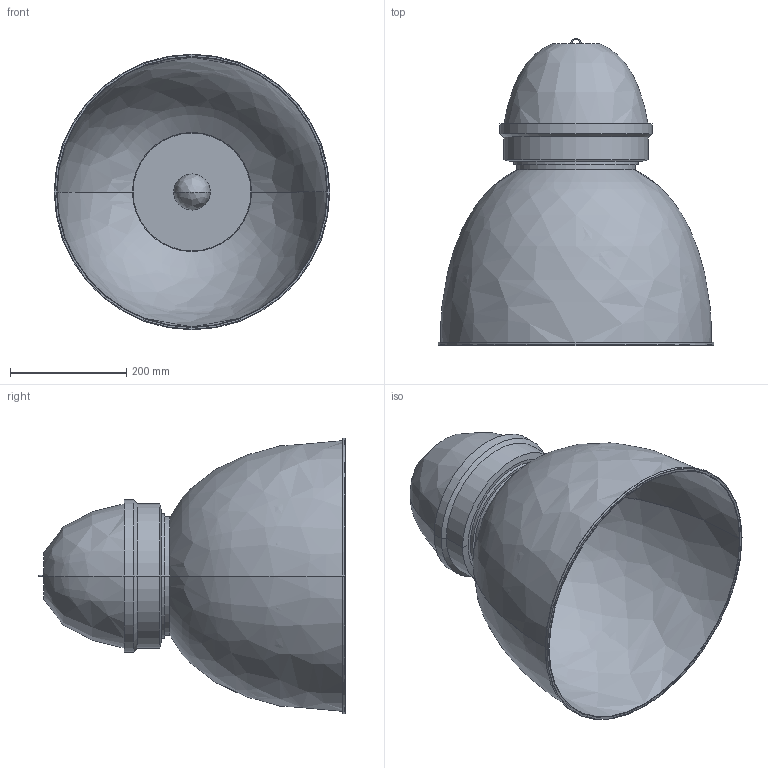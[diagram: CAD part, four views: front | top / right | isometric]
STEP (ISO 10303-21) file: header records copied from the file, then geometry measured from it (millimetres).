
FILE_DESCRIPTION (( 'STEP AP214' ), '1' );
FILE_NAME ('HBA 250 IP65 SET.STEP', '2018-07-23T06:13:00', ( 'usr' ), ( '' ), 'SwSTEP 2.0', 'SolidWorks 2013', '' );
FILE_SCHEMA (( 'AUTOMOTIVE_DESIGN' ));
Length unit declared in the file: millimetre
Products named in the file (1): HBA 250 IP65 SET
Bounding box: 475 x 529 x 475 mm (x, y, z)
Volume: 8746958.2 mm3; surface area: 1107929.6 mm2
Topology: 1 solids, 1 shells, 38 faces, 78 edges, 47 vertices
Faces by surface type: cylinder 16, bspline 8, plane 8, cone 4, torus 2
Entity records: 1164 total; most frequent: CARTESIAN_POINT 336, DIRECTION 178, ORIENTED_EDGE 152, AXIS2_PLACEMENT_3D 79, EDGE_CURVE 76, CIRCLE 48, VERTEX_POINT 47, EDGE_LOOP 47
